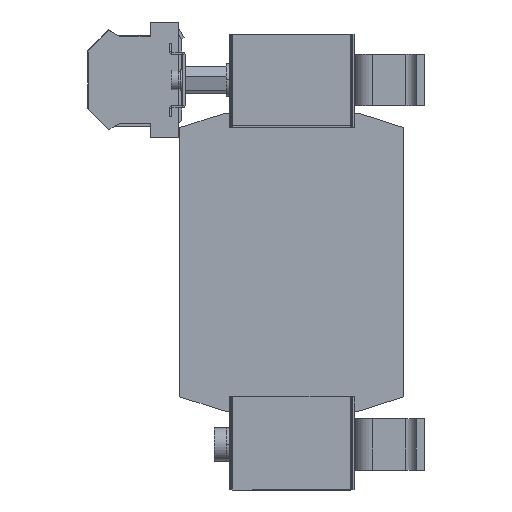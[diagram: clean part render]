
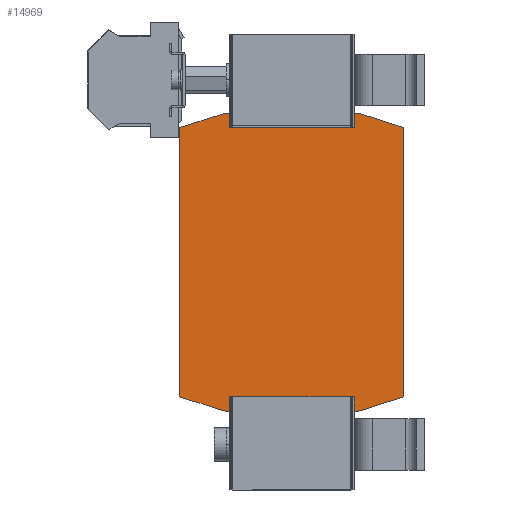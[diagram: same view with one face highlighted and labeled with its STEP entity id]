
A CAD part, left-side view. The second image highlights one B-rep face of the part: STEP entity #14969.
In plain terms, the highlighted planar face has unit normal (-1, 0, 0).
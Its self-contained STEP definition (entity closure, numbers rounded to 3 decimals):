
#47 = VERTEX_POINT ( 'NONE', #11511 ) ;
#64 = VERTEX_POINT ( 'NONE', #4645 ) ;
#122 = EDGE_LOOP ( 'NONE', ( #17169, #14527, #5793, #1531, #5603, #7582, #1229, #12264, #22141, #5659, #22074, #18332, #13794, #634, #4888, #17581 ) ) ;
#460 = VECTOR ( 'NONE', #11863, 1000. ) ;
#495 = VECTOR ( 'NONE', #21675, 1000. ) ;
#515 = DIRECTION ( 'NONE',  ( 1., 0., 0. ) ) ;
#536 = LINE ( 'NONE', #13081, #19967 ) ;
#634 = ORIENTED_EDGE ( 'NONE', *, *, #1307, .F. ) ;
#707 = LINE ( 'NONE', #22051, #460 ) ;
#1108 = CARTESIAN_POINT ( 'NONE',  ( -86.5, 30.15, -65. ) ) ;
#1229 = ORIENTED_EDGE ( 'NONE', *, *, #4359, .F. ) ;
#1307 = EDGE_CURVE ( 'Defeature ausgef�hrt2_64+Defeature ausgef�hrt2_76+Defeature ausgef�hrt2_63+Defeature ausgef�hrt2_65', #47, #8181, #536, .T. ) ;
#1311 = VERTEX_POINT ( 'NONE', #1108 ) ;
#1531 = ORIENTED_EDGE ( 'NONE', *, *, #12669, .F. ) ;
#1552 = VECTOR ( 'NONE', #6549, 1000. ) ;
#1735 = VERTEX_POINT ( 'NONE', #2068 ) ;
#2068 = CARTESIAN_POINT ( 'NONE',  ( -86.5, 30.15, 72. ) ) ;
#2163 = DIRECTION ( 'NONE',  ( 0., -1., 0. ) ) ;
#2232 = VECTOR ( 'NONE', #4088, 1000. ) ;
#2302 = CARTESIAN_POINT ( 'NONE',  ( -86.5, 0., 0. ) ) ;
#2417 = DIRECTION ( 'NONE',  ( 0., -1., 0. ) ) ;
#2792 = VECTOR ( 'NONE', #2813, 1000. ) ;
#2813 = DIRECTION ( 'NONE',  ( 0., 0.953, -0.303 ) ) ;
#3050 = VERTEX_POINT ( 'NONE', #9609 ) ;
#3196 = CARTESIAN_POINT ( 'NONE',  ( -86.5, 30.15, -72. ) ) ;
#3442 = EDGE_CURVE ( 'Defeature ausgef�hrt2_62+Defeature ausgef�hrt2_76+Defeature ausgef�hrt2_61+Defeature ausgef�hrt2_63', #13533, #6615, #18869, .T. ) ;
#3513 = CARTESIAN_POINT ( 'NONE',  ( -86.5, 30.15, -72. ) ) ;
#3612 = AXIS2_PLACEMENT_3D ( 'NONE', #2302, #515, #2163 ) ;
#3916 = EDGE_CURVE ( 'Defeature ausgef�hrt2_59+Defeature ausgef�hrt2_76+Defeature ausgef�hrt2_67+Defeature ausgef�hrt2_68', #21489, #19692, #21233, .T. ) ;
#4002 = EDGE_CURVE ( 'Defeature ausgef�hrt2_74+Defeature ausgef�hrt2_76+Defeature ausgef�hrt2_73+Defeature ausgef�hrt2_60', #64, #12060, #9586, .T. ) ;
#4047 = EDGE_CURVE ( 'Defeature ausgef�hrt2_65+Defeature ausgef�hrt2_76+Defeature ausgef�hrt2_64+Defeature ausgef�hrt2_66', #8181, #4504, #8261, .T. ) ;
#4088 = DIRECTION ( 'NONE',  ( 0., 1., 0. ) ) ;
#4090 = LINE ( 'NONE', #4685, #9472 ) ;
#4131 = LINE ( 'NONE', #12966, #2232 ) ;
#4221 = CARTESIAN_POINT ( 'NONE',  ( -86.5, -32.15, -72. ) ) ;
#4359 = EDGE_CURVE ( 'Defeature ausgef�hrt2_70+Defeature ausgef�hrt2_76+Defeature ausgef�hrt2_69+Defeature ausgef�hrt2_71', #21713, #3050, #4712, .T. ) ;
#4504 = VERTEX_POINT ( 'NONE', #19757 ) ;
#4645 = CARTESIAN_POINT ( 'NONE',  ( -86.5, -30.15, -72. ) ) ;
#4685 = CARTESIAN_POINT ( 'NONE',  ( -86.5, -30.15, 72. ) ) ;
#4712 = LINE ( 'NONE', #10701, #8494 ) ;
#4790 = VECTOR ( 'NONE', #17093, 1000. ) ;
#4888 = ORIENTED_EDGE ( 'NONE', *, *, #22123, .F. ) ;
#5291 = DIRECTION ( 'NONE',  ( 0., -1., 0. ) ) ;
#5603 = ORIENTED_EDGE ( 'NONE', *, *, #12189, .F. ) ;
#5659 = ORIENTED_EDGE ( 'NONE', *, *, #3916, .F. ) ;
#5793 = ORIENTED_EDGE ( 'NONE', *, *, #4002, .F. ) ;
#5984 = CARTESIAN_POINT ( 'NONE',  ( -86.5, -30.15, -65. ) ) ;
#6549 = DIRECTION ( 'NONE',  ( 0., -1., 0. ) ) ;
#6615 = VERTEX_POINT ( 'NONE', #14154 ) ;
#6773 = LINE ( 'NONE', #19953, #21632 ) ;
#7110 = LINE ( 'NONE', #7793, #2792 ) ;
#7437 = CARTESIAN_POINT ( 'NONE',  ( -86.5, 30.15, -65. ) ) ;
#7460 = CARTESIAN_POINT ( 'NONE',  ( -86.5, 30.15, 72. ) ) ;
#7553 = EDGE_CURVE ( 'Defeature ausgef�hrt2_66+Defeature ausgef�hrt2_76+Defeature ausgef�hrt2_65+Defeature ausgef�hrt2_67', #4504, #1735, #18959, .T. ) ;
#7582 = ORIENTED_EDGE ( 'NONE', *, *, #13783, .F. ) ;
#7793 = CARTESIAN_POINT ( 'NONE',  ( -86.5, -32.15, -72. ) ) ;
#8181 = VERTEX_POINT ( 'NONE', #10919 ) ;
#8261 = LINE ( 'NONE', #10942, #12021 ) ;
#8494 = VECTOR ( 'NONE', #8972, 1000. ) ;
#8525 = DIRECTION ( 'NONE',  ( 0., 0.953, 0.303 ) ) ;
#8972 = DIRECTION ( 'NONE',  ( 0., -0.953, -0.303 ) ) ;
#9022 = LINE ( 'NONE', #13732, #15249 ) ;
#9294 = EDGE_CURVE ( 'Defeature ausgef�hrt2_67+Defeature ausgef�hrt2_76+Defeature ausgef�hrt2_66+Defeature ausgef�hrt2_59', #1735, #21489, #707, .T. ) ;
#9362 = CARTESIAN_POINT ( 'NONE',  ( -86.5, 32.15, -72. ) ) ;
#9472 = VECTOR ( 'NONE', #14743, 1000. ) ;
#9477 = FACE_OUTER_BOUND ( 'NONE', #122, .T. ) ;
#9586 = LINE ( 'NONE', #16538, #15848 ) ;
#9609 = CARTESIAN_POINT ( 'NONE',  ( -86.5, -54.145, 65. ) ) ;
#9829 = CARTESIAN_POINT ( 'NONE',  ( -86.5, 30.15, 65. ) ) ;
#10059 = VERTEX_POINT ( 'NONE', #4221 ) ;
#10216 = CARTESIAN_POINT ( 'NONE',  ( -86.5, -32.15, 72. ) ) ;
#10454 = LINE ( 'NONE', #3196, #4790 ) ;
#10701 = CARTESIAN_POINT ( 'NONE',  ( -86.5, -54.145, 65. ) ) ;
#10862 = EDGE_CURVE ( 'Defeature ausgef�hrt2_61+Defeature ausgef�hrt2_76+Defeature ausgef�hrt2_60+Defeature ausgef�hrt2_62', #1311, #13533, #10454, .T. ) ;
#10919 = CARTESIAN_POINT ( 'NONE',  ( -86.5, 54.145, 65. ) ) ;
#10942 = CARTESIAN_POINT ( 'NONE',  ( -86.5, 32.15, 72. ) ) ;
#11054 = PLANE ( 'NONE',  #3612 ) ;
#11340 = CARTESIAN_POINT ( 'NONE',  ( -86.5, -30.15, 72. ) ) ;
#11511 = CARTESIAN_POINT ( 'NONE',  ( -86.5, 54.145, -65. ) ) ;
#11863 = DIRECTION ( 'NONE',  ( 0., 0., -1. ) ) ;
#12021 = VECTOR ( 'NONE', #12654, 1000. ) ;
#12060 = VERTEX_POINT ( 'NONE', #5984 ) ;
#12189 = EDGE_CURVE ( 'Defeature ausgef�hrt2_72+Defeature ausgef�hrt2_76+Defeature ausgef�hrt2_71+Defeature ausgef�hrt2_73', #21005, #10059, #7110, .T. ) ;
#12208 = LINE ( 'NONE', #7437, #14658 ) ;
#12213 = CARTESIAN_POINT ( 'NONE',  ( -86.5, -30.15, 65. ) ) ;
#12264 = ORIENTED_EDGE ( 'NONE', *, *, #20945, .F. ) ;
#12654 = DIRECTION ( 'NONE',  ( 0., -0.953, 0.303 ) ) ;
#12669 = EDGE_CURVE ( 'Defeature ausgef�hrt2_73+Defeature ausgef�hrt2_76+Defeature ausgef�hrt2_72+Defeature ausgef�hrt2_74', #10059, #64, #4131, .T. ) ;
#12966 = CARTESIAN_POINT ( 'NONE',  ( -86.5, -30.15, -72. ) ) ;
#13081 = CARTESIAN_POINT ( 'NONE',  ( -86.5, 54.145, 65. ) ) ;
#13146 = EDGE_CURVE ( 'Defeature ausgef�hrt2_60+Defeature ausgef�hrt2_76+Defeature ausgef�hrt2_74+Defeature ausgef�hrt2_61', #12060, #1311, #12208, .T. ) ;
#13533 = VERTEX_POINT ( 'NONE', #3513 ) ;
#13732 = CARTESIAN_POINT ( 'NONE',  ( -86.5, 54.145, -65. ) ) ;
#13783 = EDGE_CURVE ( 'Defeature ausgef�hrt2_71+Defeature ausgef�hrt2_76+Defeature ausgef�hrt2_70+Defeature ausgef�hrt2_72', #3050, #21005, #6773, .T. ) ;
#13794 = ORIENTED_EDGE ( 'NONE', *, *, #4047, .F. ) ;
#14154 = CARTESIAN_POINT ( 'NONE',  ( -86.5, 32.15, -72. ) ) ;
#14527 = ORIENTED_EDGE ( 'NONE', *, *, #13146, .F. ) ;
#14658 = VECTOR ( 'NONE', #19459, 1000. ) ;
#14743 = DIRECTION ( 'NONE',  ( 0., 0., 1. ) ) ;
#14969 = ADVANCED_FACE ( 'Defeature ausgef�hrt2_76', ( #9477 ), #11054, .F. ) ;
#15249 = VECTOR ( 'NONE', #8525, 1000. ) ;
#15848 = VECTOR ( 'NONE', #21204, 1000. ) ;
#15992 = VECTOR ( 'NONE', #2417, 1000. ) ;
#16435 = DIRECTION ( 'NONE',  ( 0., 0., 1. ) ) ;
#16538 = CARTESIAN_POINT ( 'NONE',  ( -86.5, -30.15, -65. ) ) ;
#16665 = VECTOR ( 'NONE', #5291, 1000. ) ;
#16800 = VERTEX_POINT ( 'NONE', #11340 ) ;
#17093 = DIRECTION ( 'NONE',  ( 0., 0., -1. ) ) ;
#17169 = ORIENTED_EDGE ( 'NONE', *, *, #10862, .F. ) ;
#17360 = CARTESIAN_POINT ( 'NONE',  ( -86.5, -54.145, -65. ) ) ;
#17581 = ORIENTED_EDGE ( 'NONE', *, *, #3442, .F. ) ;
#18332 = ORIENTED_EDGE ( 'NONE', *, *, #7553, .F. ) ;
#18502 = CARTESIAN_POINT ( 'NONE',  ( -86.5, -32.15, 72. ) ) ;
#18869 = LINE ( 'NONE', #9362, #495 ) ;
#18959 = LINE ( 'NONE', #7460, #15992 ) ;
#19334 = CARTESIAN_POINT ( 'NONE',  ( -86.5, -30.15, 65. ) ) ;
#19442 = EDGE_CURVE ( 'Defeature ausgef�hrt2_68+Defeature ausgef�hrt2_76+Defeature ausgef�hrt2_59+Defeature ausgef�hrt2_69', #19692, #16800, #4090, .T. ) ;
#19459 = DIRECTION ( 'NONE',  ( 0., 1., 0. ) ) ;
#19635 = LINE ( 'NONE', #18502, #1552 ) ;
#19692 = VERTEX_POINT ( 'NONE', #12213 ) ;
#19757 = CARTESIAN_POINT ( 'NONE',  ( -86.5, 32.15, 72. ) ) ;
#19953 = CARTESIAN_POINT ( 'NONE',  ( -86.5, -54.145, -65. ) ) ;
#19967 = VECTOR ( 'NONE', #16435, 1000. ) ;
#20945 = EDGE_CURVE ( 'Defeature ausgef�hrt2_69+Defeature ausgef�hrt2_76+Defeature ausgef�hrt2_68+Defeature ausgef�hrt2_70', #16800, #21713, #19635, .T. ) ;
#21005 = VERTEX_POINT ( 'NONE', #17360 ) ;
#21204 = DIRECTION ( 'NONE',  ( 0., 0., 1. ) ) ;
#21233 = LINE ( 'NONE', #19334, #16665 ) ;
#21489 = VERTEX_POINT ( 'NONE', #9829 ) ;
#21632 = VECTOR ( 'NONE', #21753, 1000. ) ;
#21675 = DIRECTION ( 'NONE',  ( 0., 1., 0. ) ) ;
#21713 = VERTEX_POINT ( 'NONE', #10216 ) ;
#21753 = DIRECTION ( 'NONE',  ( 0., 0., -1. ) ) ;
#22051 = CARTESIAN_POINT ( 'NONE',  ( -86.5, 30.15, 65. ) ) ;
#22074 = ORIENTED_EDGE ( 'NONE', *, *, #9294, .F. ) ;
#22123 = EDGE_CURVE ( 'Defeature ausgef�hrt2_63+Defeature ausgef�hrt2_76+Defeature ausgef�hrt2_62+Defeature ausgef�hrt2_64', #6615, #47, #9022, .T. ) ;
#22141 = ORIENTED_EDGE ( 'NONE', *, *, #19442, .F. ) ;
